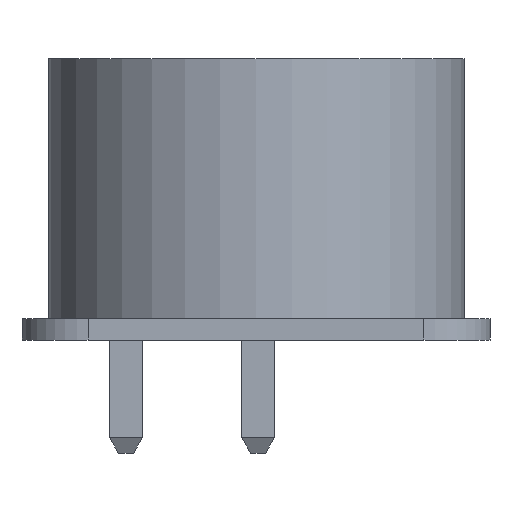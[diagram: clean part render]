
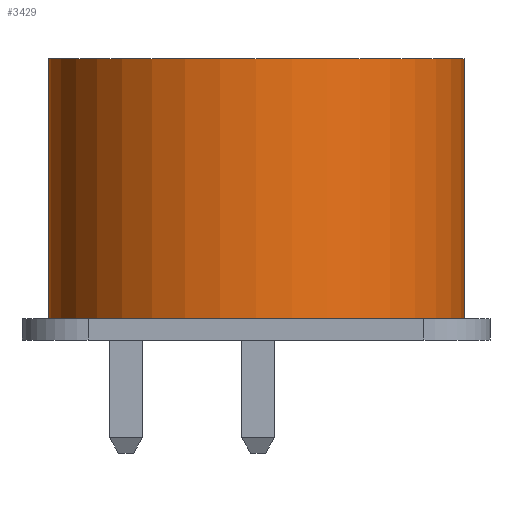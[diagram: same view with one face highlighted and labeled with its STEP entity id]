
A CAD part, front view. The second image highlights one B-rep face of the part: STEP entity #3429.
In plain terms, the highlighted cylindrical face has radius 4 mm (diameter 8 mm), a full revolution.
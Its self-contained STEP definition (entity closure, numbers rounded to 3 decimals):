
#3429 = ADVANCED_FACE('',(#3430),#3457,.T.);
#3430 = FACE_BOUND('',#3431,.T.);
#3431 = EDGE_LOOP('',(#3432,#3441,#3449,#3456));
#3432 = ORIENTED_EDGE('',*,*,#3433,.T.);
#3433 = EDGE_CURVE('',#3434,#3434,#3436,.T.);
#3434 = VERTEX_POINT('',#3435);
#3435 = CARTESIAN_POINT('',(8.5,9.,0.));
#3436 = CIRCLE('',#3437,4.);
#3437 = AXIS2_PLACEMENT_3D('',#3438,#3439,#3440);
#3438 = CARTESIAN_POINT('',(4.5,9.,0.));
#3439 = DIRECTION('',(0.,0.,1.));
#3440 = DIRECTION('',(1.,0.,0.));
#3441 = ORIENTED_EDGE('',*,*,#3442,.T.);
#3442 = EDGE_CURVE('',#3434,#3443,#3445,.T.);
#3443 = VERTEX_POINT('',#3444);
#3444 = CARTESIAN_POINT('',(8.5,9.,5.));
#3445 = LINE('',#3446,#3447);
#3446 = CARTESIAN_POINT('',(8.5,9.,0.));
#3447 = VECTOR('',#3448,1.);
#3448 = DIRECTION('',(0.,0.,1.));
#3449 = ORIENTED_EDGE('',*,*,#3450,.F.);
#3450 = EDGE_CURVE('',#3443,#3443,#3451,.T.);
#3451 = CIRCLE('',#3452,4.);
#3452 = AXIS2_PLACEMENT_3D('',#3453,#3454,#3455);
#3453 = CARTESIAN_POINT('',(4.5,9.,5.));
#3454 = DIRECTION('',(0.,0.,1.));
#3455 = DIRECTION('',(1.,0.,0.));
#3456 = ORIENTED_EDGE('',*,*,#3442,.F.);
#3457 = CYLINDRICAL_SURFACE('',#3458,4.);
#3458 = AXIS2_PLACEMENT_3D('',#3459,#3460,#3461);
#3459 = CARTESIAN_POINT('',(4.5,9.,0.));
#3460 = DIRECTION('',(0.,0.,-1.));
#3461 = DIRECTION('',(1.,0.,0.));
